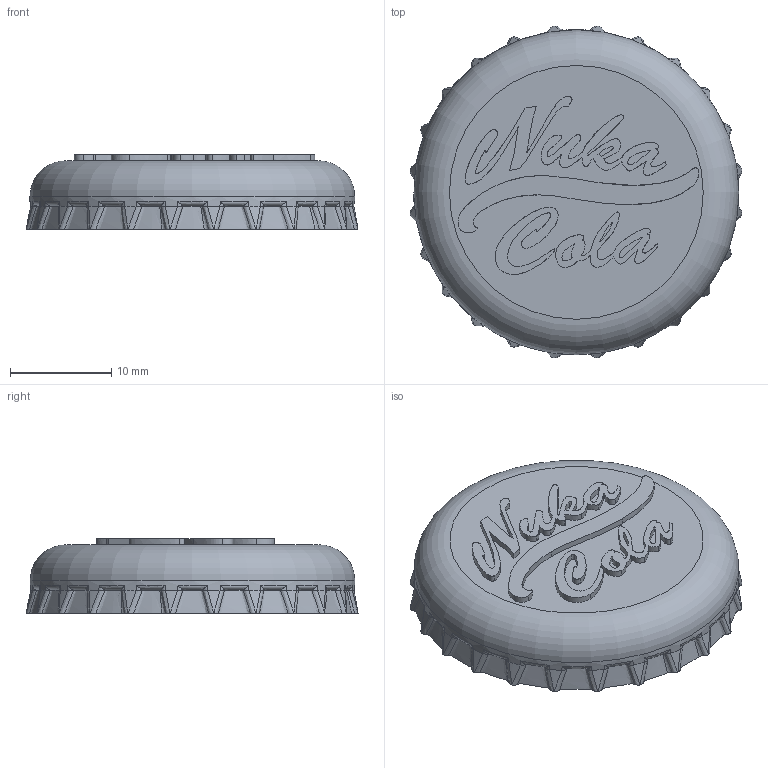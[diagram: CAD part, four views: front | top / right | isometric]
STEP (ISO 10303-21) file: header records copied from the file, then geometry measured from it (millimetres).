
FILE_DESCRIPTION(/* description */ (''),/* implementation_level */ '2;1');
FILE_NAME(/* name */ 'Nuka Cola Bottle Cap.step',/* time_stamp */ '2020-12-22T01:31:55-08:00',/* author */ (''),/* organization */ (''),/* preprocessor_version */ 'ST-DEVELOPER v18.1',/* originating_system */ 'Autodesk Translation Framework v9.7.1.1290',/* authorisation */ '');
FILE_SCHEMA (('AUTOMOTIVE_DESIGN { 1 0 10303 214 3 1 1 }'));
Products named in the file (1): Nuka Cola Bottle Cap
Bounding box: 32.83 x 32.83 x 7.35 mm (x, y, z)
Volume: 991.6 mm3; surface area: 3170.5 mm2
Topology: 6 solids, 6 shells, 524 faces, 1469 edges, 959 vertices
Faces by surface type: bspline 475, torus 26, plane 16, cylinder 7
Full cylindrical faces by diameter (mm): 32.1 x1
Entity records: 35363 total; most frequent: CARTESIAN_POINT 25871, ORIENTED_EDGE 2938, EDGE_CURVE 1469, VERTEX_POINT 959, B_SPLINE_CURVE_WITH_KNOTS 819, DIRECTION 542, EDGE_LOOP 536, FACE_OUTER_BOUND 524
